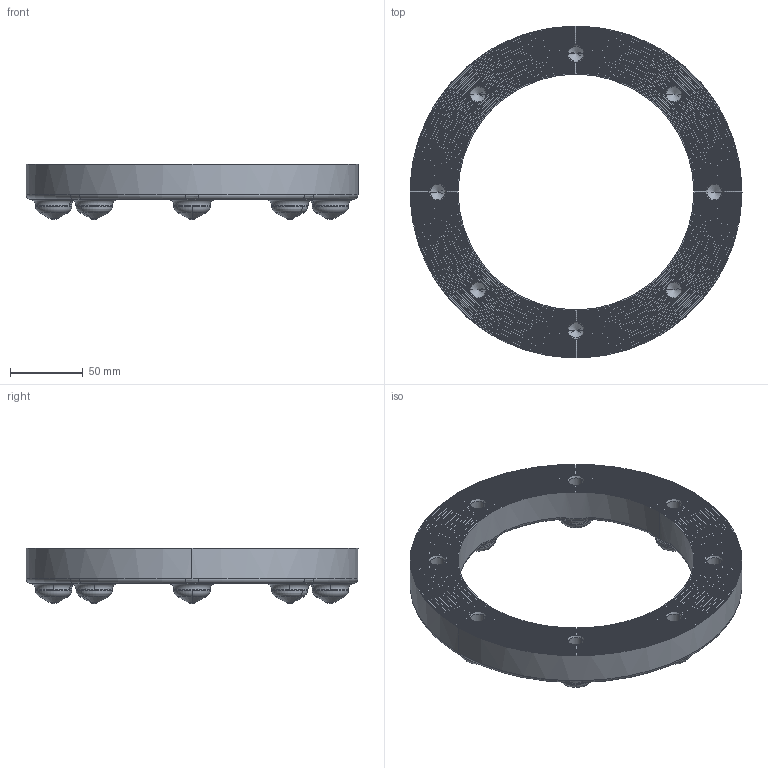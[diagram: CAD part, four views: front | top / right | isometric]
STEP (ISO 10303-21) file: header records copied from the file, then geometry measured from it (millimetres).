
FILE_DESCRIPTION (( 'STEP AP214' ), '1' );
FILE_NAME ('FL80-100_19432.STEP', '2012-09-19T13:41:40', ( 'Admin2' ), ( '' ), 'SwSTEP 2.0', 'SolidWorks 2010', '' );
FILE_SCHEMA (( 'AUTOMOTIVE_DESIGN' ));
Length unit declared in the file: millimetre
Products named in the file (1): FL80-100_19432
Bounding box: 228 x 228 x 38 mm (x, y, z)
Volume: 500636.5 mm3; surface area: 82307.9 mm2
Topology: 1 solids, 1 shells, 569 faces, 1502 edges, 933 vertices
Faces by surface type: cone 242, torus 147, plane 88, bspline 40, cylinder 36, sphere 16
Entity records: 20811 total; most frequent: CARTESIAN_POINT 7067, ORIENTED_EDGE 2972, DIRECTION 2876, EDGE_CURVE 1486, AXIS2_PLACEMENT_3D 1367, VERTEX_POINT 933, CIRCLE 837, EDGE_LOOP 585
